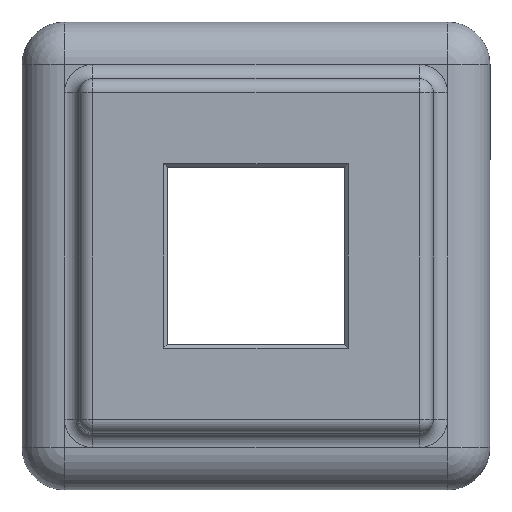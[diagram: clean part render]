
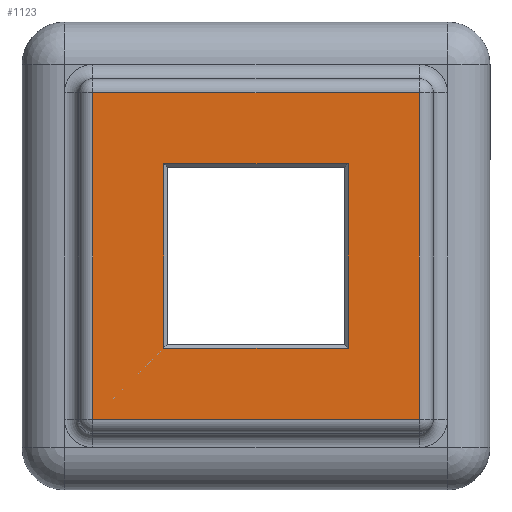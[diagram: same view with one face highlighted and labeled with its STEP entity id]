
A CAD part, front view. The second image highlights one B-rep face of the part: STEP entity #1123.
In plain terms, the highlighted planar face has unit normal (0, -1, 0).
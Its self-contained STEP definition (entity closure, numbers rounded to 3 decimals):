
#13 = VECTOR ( 'NONE', #1523, 1000. ) ;
#30 = EDGE_CURVE ( 'NONE', #265, #1598, #1900, .T. ) ;
#121 = LINE ( 'NONE', #1380, #2100 ) ;
#127 = EDGE_LOOP ( 'NONE', ( #282, #2070, #2116, #671 ) ) ;
#135 = VECTOR ( 'NONE', #964, 1000. ) ;
#138 = VECTOR ( 'NONE', #1559, 1000. ) ;
#265 = VERTEX_POINT ( 'NONE', #1741 ) ;
#282 = ORIENTED_EDGE ( 'NONE', *, *, #345, .T. ) ;
#288 = FACE_BOUND ( 'NONE', #127, .T. ) ;
#299 = CARTESIAN_POINT ( 'NONE',  ( 0., -10.5, 0. ) ) ;
#345 = EDGE_CURVE ( 'NONE', #2417, #667, #121, .T. ) ;
#386 = CARTESIAN_POINT ( 'NONE',  ( 6.25, -10.5, 6.5 ) ) ;
#423 = CARTESIAN_POINT ( 'NONE',  ( -6.5, -10.5, 6.5 ) ) ;
#451 = CARTESIAN_POINT ( 'NONE',  ( 11.5, -10.5, 11.5 ) ) ;
#516 = DIRECTION ( 'NONE',  ( 0., -1., 0. ) ) ;
#577 = CARTESIAN_POINT ( 'NONE',  ( -6.25, -10.5, -6.5 ) ) ;
#579 = CARTESIAN_POINT ( 'NONE',  ( 6.5, -10.5, -6.25 ) ) ;
#588 = DIRECTION ( 'NONE',  ( 1., 0., 0. ) ) ;
#648 = VERTEX_POINT ( 'NONE', #451 ) ;
#664 = LINE ( 'NONE', #2246, #135 ) ;
#665 = LINE ( 'NONE', #2253, #138 ) ;
#667 = VERTEX_POINT ( 'NONE', #423 ) ;
#671 = ORIENTED_EDGE ( 'NONE', *, *, #972, .T. ) ;
#756 = DIRECTION ( 'NONE',  ( 0., 0., -1. ) ) ;
#785 = CARTESIAN_POINT ( 'NONE',  ( 6.5, -10.5, -6.5 ) ) ;
#864 = ORIENTED_EDGE ( 'NONE', *, *, #1540, .T. ) ;
#934 = CARTESIAN_POINT ( 'NONE',  ( -11.5, -10.5, 0. ) ) ;
#964 = DIRECTION ( 'NONE',  ( 1., 0., 0. ) ) ;
#969 = EDGE_CURVE ( 'NONE', #2162, #1618, #664, .T. ) ;
#972 = EDGE_CURVE ( 'NONE', #1598, #2417, #1200, .T. ) ;
#975 = CARTESIAN_POINT ( 'NONE',  ( -6.5, -10.5, -6.5 ) ) ;
#978 = CARTESIAN_POINT ( 'NONE',  ( 11.5, -10.5, 0. ) ) ;
#1056 = LINE ( 'NONE', #934, #13 ) ;
#1057 = EDGE_LOOP ( 'NONE', ( #864, #1716, #1465, #1634 ) ) ;
#1086 = LINE ( 'NONE', #978, #2020 ) ;
#1123 = ADVANCED_FACE ( 'NONE', ( #288, #1355 ), #1491, .T. ) ;
#1178 = VERTEX_POINT ( 'NONE', #2187 ) ;
#1200 = LINE ( 'NONE', #577, #1764 ) ;
#1201 = LINE ( 'NONE', #386, #2152 ) ;
#1355 = FACE_OUTER_BOUND ( 'NONE', #1057, .T. ) ;
#1380 = CARTESIAN_POINT ( 'NONE',  ( -6.5, -10.5, 6.25 ) ) ;
#1387 = DIRECTION ( 'NONE',  ( 0., 0., 1. ) ) ;
#1408 = VECTOR ( 'NONE', #756, 1000. ) ;
#1465 = ORIENTED_EDGE ( 'NONE', *, *, #969, .T. ) ;
#1491 = PLANE ( 'NONE',  #1975 ) ;
#1523 = DIRECTION ( 'NONE',  ( 0., 0., -1. ) ) ;
#1540 = EDGE_CURVE ( 'NONE', #648, #1178, #665, .T. ) ;
#1542 = EDGE_CURVE ( 'NONE', #667, #265, #1201, .T. ) ;
#1559 = DIRECTION ( 'NONE',  ( -1., 0., 0. ) ) ;
#1598 = VERTEX_POINT ( 'NONE', #785 ) ;
#1618 = VERTEX_POINT ( 'NONE', #1755 ) ;
#1634 = ORIENTED_EDGE ( 'NONE', *, *, #2087, .T. ) ;
#1716 = ORIENTED_EDGE ( 'NONE', *, *, #2343, .T. ) ;
#1741 = CARTESIAN_POINT ( 'NONE',  ( 6.5, -10.5, 6.5 ) ) ;
#1755 = CARTESIAN_POINT ( 'NONE',  ( 11.5, -10.5, -11.5 ) ) ;
#1764 = VECTOR ( 'NONE', #1986, 1000. ) ;
#1832 = CARTESIAN_POINT ( 'NONE',  ( -11.5, -10.5, -11.5 ) ) ;
#1862 = DIRECTION ( 'NONE',  ( 0., 0., 1. ) ) ;
#1900 = LINE ( 'NONE', #579, #1408 ) ;
#1975 = AXIS2_PLACEMENT_3D ( 'NONE', #299, #516, #1862 ) ;
#1986 = DIRECTION ( 'NONE',  ( -1., 0., 0. ) ) ;
#2020 = VECTOR ( 'NONE', #2425, 1000. ) ;
#2070 = ORIENTED_EDGE ( 'NONE', *, *, #1542, .T. ) ;
#2087 = EDGE_CURVE ( 'NONE', #1618, #648, #1086, .T. ) ;
#2100 = VECTOR ( 'NONE', #1387, 1000. ) ;
#2116 = ORIENTED_EDGE ( 'NONE', *, *, #30, .T. ) ;
#2152 = VECTOR ( 'NONE', #588, 1000. ) ;
#2162 = VERTEX_POINT ( 'NONE', #1832 ) ;
#2187 = CARTESIAN_POINT ( 'NONE',  ( -11.5, -10.5, 11.5 ) ) ;
#2246 = CARTESIAN_POINT ( 'NONE',  ( 0., -10.5, -11.5 ) ) ;
#2253 = CARTESIAN_POINT ( 'NONE',  ( 0., -10.5, 11.5 ) ) ;
#2343 = EDGE_CURVE ( 'NONE', #1178, #2162, #1056, .T. ) ;
#2417 = VERTEX_POINT ( 'NONE', #975 ) ;
#2425 = DIRECTION ( 'NONE',  ( 0., 0., 1. ) ) ;
